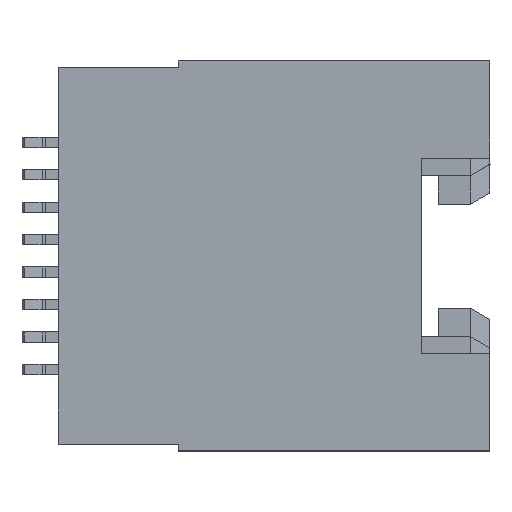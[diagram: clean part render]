
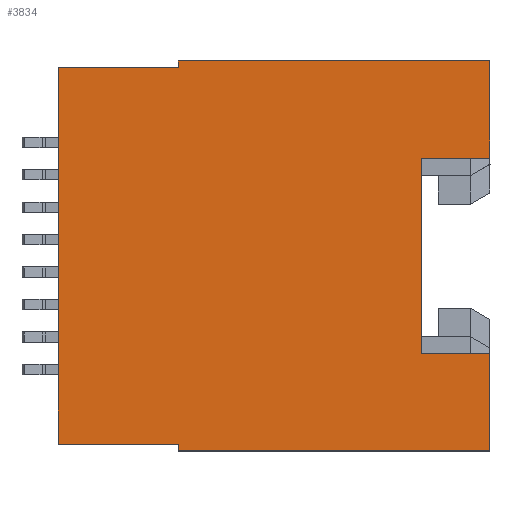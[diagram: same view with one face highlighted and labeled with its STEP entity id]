
A CAD part, top view. The second image highlights one B-rep face of the part: STEP entity #3834.
In plain terms, the highlighted planar face has unit normal (0, 0, 1).
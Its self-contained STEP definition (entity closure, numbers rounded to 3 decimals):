
#665 = CARTESIAN_POINT ( 'NONE',  ( 5.753, 3.823, 11.735 ) ) ;
#717 = VERTEX_POINT ( 'NONE', #6482 ) ;
#809 = DIRECTION ( 'NONE',  ( 0., -1., 0. ) ) ;
#887 = CARTESIAN_POINT ( 'NONE',  ( -8.446, 7.366, 11.735 ) ) ;
#943 = EDGE_CURVE ( 'NONE', #12170, #11852, #9894, .T. ) ;
#1301 = ORIENTED_EDGE ( 'NONE', *, *, #2111, .F. ) ;
#1427 = DIRECTION ( 'NONE',  ( 1., 0., 0. ) ) ;
#1496 = ORIENTED_EDGE ( 'NONE', *, *, #943, .F. ) ;
#1541 = ORIENTED_EDGE ( 'NONE', *, *, #12728, .F. ) ;
#1906 = VERTEX_POINT ( 'NONE', #2332 ) ;
#1915 = DIRECTION ( 'NONE',  ( 1., 0., 0. ) ) ;
#2026 = LINE ( 'NONE', #8849, #4498 ) ;
#2111 = EDGE_CURVE ( 'NONE', #1906, #9072, #12687, .T. ) ;
#2143 = VECTOR ( 'NONE', #1915, 1000. ) ;
#2204 = LINE ( 'NONE', #887, #2143 ) ;
#2332 = CARTESIAN_POINT ( 'NONE',  ( -3.746, -7.366, 11.735 ) ) ;
#2370 = VERTEX_POINT ( 'NONE', #8411 ) ;
#2442 = DIRECTION ( 'NONE',  ( 0., -1., 0. ) ) ;
#2471 = CARTESIAN_POINT ( 'NONE',  ( 5.753, -3.823, 11.735 ) ) ;
#2557 = ORIENTED_EDGE ( 'NONE', *, *, #4584, .F. ) ;
#2630 = ORIENTED_EDGE ( 'NONE', *, *, #10273, .F. ) ;
#2951 = DIRECTION ( 'NONE',  ( -1., 0., 0. ) ) ;
#3026 = CARTESIAN_POINT ( 'NONE',  ( 5.753, 7.62, 11.735 ) ) ;
#3251 = DIRECTION ( 'NONE',  ( 0., 0., -1. ) ) ;
#3471 = ORIENTED_EDGE ( 'NONE', *, *, #7456, .F. ) ;
#3643 = ORIENTED_EDGE ( 'NONE', *, *, #5497, .F. ) ;
#3750 = CARTESIAN_POINT ( 'NONE',  ( 8.446, 7.62, 11.735 ) ) ;
#3834 = ADVANCED_FACE ( 'NONE', ( #7549 ), #8133, .F. ) ;
#3842 = VERTEX_POINT ( 'NONE', #5225 ) ;
#3931 = DIRECTION ( 'NONE',  ( 0., -1., 0. ) ) ;
#4224 = LINE ( 'NONE', #3750, #6318 ) ;
#4390 = CARTESIAN_POINT ( 'NONE',  ( -8.446, 7.62, 11.735 ) ) ;
#4434 = CARTESIAN_POINT ( 'NONE',  ( -3.746, 7.366, 11.735 ) ) ;
#4482 = VECTOR ( 'NONE', #809, 1000. ) ;
#4498 = VECTOR ( 'NONE', #2951, 1000. ) ;
#4584 = EDGE_CURVE ( 'NONE', #11608, #9397, #4623, .T. ) ;
#4623 = LINE ( 'NONE', #7738, #4482 ) ;
#4707 = CARTESIAN_POINT ( 'NONE',  ( -8.446, -7.366, 11.735 ) ) ;
#4746 = CARTESIAN_POINT ( 'NONE',  ( -8.446, -7.366, 11.735 ) ) ;
#4896 = CARTESIAN_POINT ( 'NONE',  ( 8.446, -3.823, 11.735 ) ) ;
#5190 = EDGE_CURVE ( 'NONE', #1906, #3842, #7004, .T. ) ;
#5225 = CARTESIAN_POINT ( 'NONE',  ( -3.746, -7.62, 11.735 ) ) ;
#5368 = VECTOR ( 'NONE', #3931, 1000. ) ;
#5385 = LINE ( 'NONE', #4390, #7319 ) ;
#5389 = ORIENTED_EDGE ( 'NONE', *, *, #12237, .F. ) ;
#5497 = EDGE_CURVE ( 'NONE', #717, #7430, #5385, .T. ) ;
#5694 = ORIENTED_EDGE ( 'NONE', *, *, #5190, .T. ) ;
#6012 = AXIS2_PLACEMENT_3D ( 'NONE', #9151, #3251, #10136 ) ;
#6262 = ORIENTED_EDGE ( 'NONE', *, *, #11377, .T. ) ;
#6299 = CARTESIAN_POINT ( 'NONE',  ( -8.446, 7.62, 11.735 ) ) ;
#6318 = VECTOR ( 'NONE', #12670, 1000. ) ;
#6482 = CARTESIAN_POINT ( 'NONE',  ( -3.747, 7.62, 11.735 ) ) ;
#6581 = CARTESIAN_POINT ( 'NONE',  ( -8.446, -7.62, 11.735 ) ) ;
#6700 = ORIENTED_EDGE ( 'NONE', *, *, #8192, .F. ) ;
#6739 = LINE ( 'NONE', #6581, #6769 ) ;
#6769 = VECTOR ( 'NONE', #7566, 1000. ) ;
#7004 = LINE ( 'NONE', #10785, #5368 ) ;
#7319 = VECTOR ( 'NONE', #1427, 1000. ) ;
#7430 = VERTEX_POINT ( 'NONE', #9517 ) ;
#7456 = EDGE_CURVE ( 'NONE', #9397, #3842, #6739, .T. ) ;
#7467 = LINE ( 'NONE', #9450, #11433 ) ;
#7549 = FACE_OUTER_BOUND ( 'NONE', #10927, .T. ) ;
#7566 = DIRECTION ( 'NONE',  ( -1., 0., 0. ) ) ;
#7738 = CARTESIAN_POINT ( 'NONE',  ( 8.446, 7.62, 11.735 ) ) ;
#7765 = CARTESIAN_POINT ( 'NONE',  ( 8.446, 3.823, 11.735 ) ) ;
#8133 = PLANE ( 'NONE',  #6012 ) ;
#8141 = VECTOR ( 'NONE', #12244, 1000. ) ;
#8192 = EDGE_CURVE ( 'NONE', #8392, #2370, #2204, .T. ) ;
#8316 = CARTESIAN_POINT ( 'NONE',  ( -8.446, 7.366, 11.735 ) ) ;
#8392 = VERTEX_POINT ( 'NONE', #8316 ) ;
#8411 = CARTESIAN_POINT ( 'NONE',  ( -3.747, 7.366, 11.735 ) ) ;
#8849 = CARTESIAN_POINT ( 'NONE',  ( -8.446, 3.823, 11.735 ) ) ;
#8931 = LINE ( 'NONE', #6299, #8141 ) ;
#9072 = VERTEX_POINT ( 'NONE', #4707 ) ;
#9080 = CARTESIAN_POINT ( 'NONE',  ( 8.445, -7.62, 11.735 ) ) ;
#9151 = CARTESIAN_POINT ( 'NONE',  ( -8.446, 7.62, 11.735 ) ) ;
#9346 = ORIENTED_EDGE ( 'NONE', *, *, #12402, .F. ) ;
#9397 = VERTEX_POINT ( 'NONE', #9080 ) ;
#9450 = CARTESIAN_POINT ( 'NONE',  ( -8.446, -3.823, 11.735 ) ) ;
#9517 = CARTESIAN_POINT ( 'NONE',  ( 8.446, 7.62, 11.735 ) ) ;
#9894 = LINE ( 'NONE', #3026, #10053 ) ;
#9913 = DIRECTION ( 'NONE',  ( 0., -1., 0. ) ) ;
#10053 = VECTOR ( 'NONE', #9913, 1000. ) ;
#10109 = VERTEX_POINT ( 'NONE', #7765 ) ;
#10136 = DIRECTION ( 'NONE',  ( -1., 0., 0. ) ) ;
#10273 = EDGE_CURVE ( 'NONE', #9072, #8392, #8931, .T. ) ;
#10360 = DIRECTION ( 'NONE',  ( 1., 0., 0. ) ) ;
#10785 = CARTESIAN_POINT ( 'NONE',  ( -3.746, -7.62, 11.735 ) ) ;
#10927 = EDGE_LOOP ( 'NONE', ( #1496, #9346, #5389, #3643, #6262, #6700, #2630, #1301, #5694, #3471, #2557, #1541 ) ) ;
#11377 = EDGE_CURVE ( 'NONE', #717, #2370, #12290, .T. ) ;
#11433 = VECTOR ( 'NONE', #10360, 1000. ) ;
#11608 = VERTEX_POINT ( 'NONE', #4896 ) ;
#11711 = DIRECTION ( 'NONE',  ( -1., 0., 0. ) ) ;
#11852 = VERTEX_POINT ( 'NONE', #2471 ) ;
#12170 = VERTEX_POINT ( 'NONE', #665 ) ;
#12237 = EDGE_CURVE ( 'NONE', #7430, #10109, #4224, .T. ) ;
#12244 = DIRECTION ( 'NONE',  ( 0., 1., 0. ) ) ;
#12290 = LINE ( 'NONE', #4434, #12604 ) ;
#12402 = EDGE_CURVE ( 'NONE', #10109, #12170, #2026, .T. ) ;
#12518 = VECTOR ( 'NONE', #11711, 1000. ) ;
#12604 = VECTOR ( 'NONE', #2442, 1000. ) ;
#12670 = DIRECTION ( 'NONE',  ( 0., -1., 0. ) ) ;
#12687 = LINE ( 'NONE', #4746, #12518 ) ;
#12728 = EDGE_CURVE ( 'NONE', #11852, #11608, #7467, .T. ) ;
